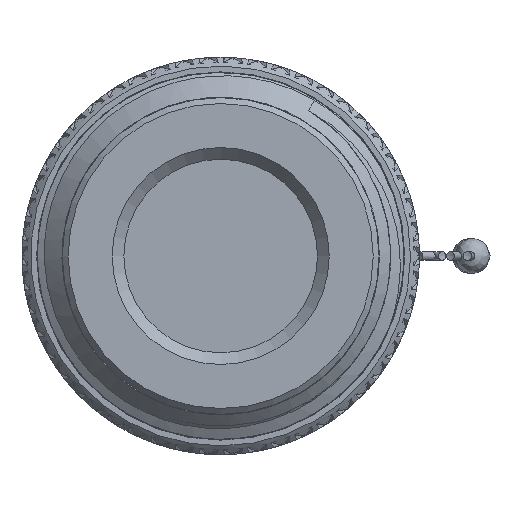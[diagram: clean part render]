
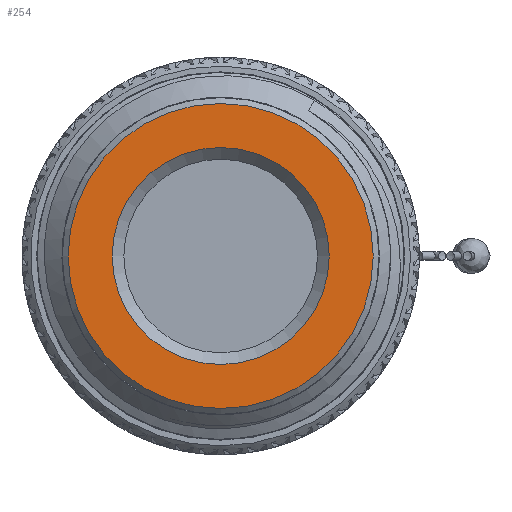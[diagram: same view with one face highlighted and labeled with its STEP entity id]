
A CAD part, front view. The second image highlights one B-rep face of the part: STEP entity #254.
In plain terms, the highlighted planar face has unit normal (0, -1, 0).
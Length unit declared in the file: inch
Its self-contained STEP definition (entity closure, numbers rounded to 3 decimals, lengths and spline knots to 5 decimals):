
#254 = ADVANCED_FACE ( 'NONE', ( #76677, #32597 ), #33550, .T. ) ;
#12029 = CARTESIAN_POINT ( 'NONE',  ( 0., 0., 0. ) ) ;
#12245 = EDGE_CURVE ( 'NONE', #82585, #82585, #12907, .T. ) ;
#12907 = CIRCLE ( 'NONE', #60238, 0.185 ) ;
#13684 = ORIENTED_EDGE ( 'NONE', *, *, #12245, .T. ) ;
#22637 = EDGE_LOOP ( 'NONE', ( #13684 ) ) ;
#29181 = DIRECTION ( 'NONE',  ( 0., 1., 0. ) ) ;
#31793 = EDGE_LOOP ( 'NONE', ( #38191 ) ) ;
#32597 = FACE_OUTER_BOUND ( 'NONE', #31793, .T. ) ;
#33550 = PLANE ( 'NONE',  #84544 ) ;
#34016 = DIRECTION ( 'NONE',  ( 0., -1., 0. ) ) ;
#35576 = VERTEX_POINT ( 'NONE', #50911 ) ;
#36281 = DIRECTION ( 'NONE',  ( 0., -1., 0. ) ) ;
#36774 = CIRCLE ( 'NONE', #41374, 0.26 ) ;
#38191 = ORIENTED_EDGE ( 'NONE', *, *, #71866, .T. ) ;
#39467 = CARTESIAN_POINT ( 'NONE',  ( 0.185, 0., 0. ) ) ;
#40733 = DIRECTION ( 'NONE',  ( 0., 0., -1. ) ) ;
#41374 = AXIS2_PLACEMENT_3D ( 'NONE', #43483, #36281, #65508 ) ;
#43483 = CARTESIAN_POINT ( 'NONE',  ( 0., 0., 0. ) ) ;
#50911 = CARTESIAN_POINT ( 'NONE',  ( 0.26, 0., 0. ) ) ;
#51199 = CARTESIAN_POINT ( 'NONE',  ( 0., 0., 0. ) ) ;
#58860 = DIRECTION ( 'NONE',  ( 1., 0., 0. ) ) ;
#60238 = AXIS2_PLACEMENT_3D ( 'NONE', #51199, #29181, #58860 ) ;
#65508 = DIRECTION ( 'NONE',  ( 1., 0., 0. ) ) ;
#71866 = EDGE_CURVE ( 'NONE', #35576, #35576, #36774, .T. ) ;
#76677 = FACE_BOUND ( 'NONE', #22637, .T. ) ;
#82585 = VERTEX_POINT ( 'NONE', #39467 ) ;
#84544 = AXIS2_PLACEMENT_3D ( 'NONE', #12029, #34016, #40733 ) ;
